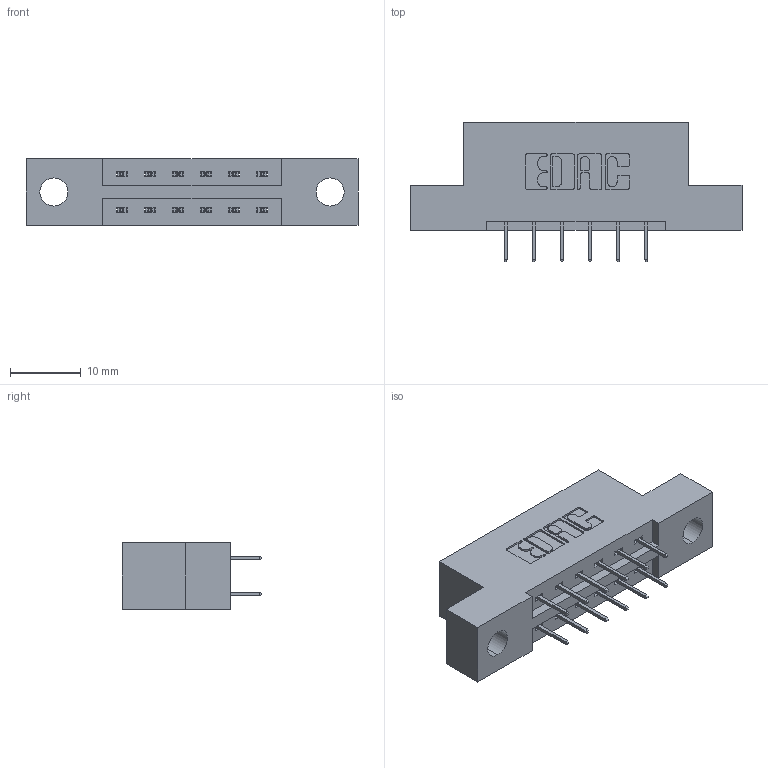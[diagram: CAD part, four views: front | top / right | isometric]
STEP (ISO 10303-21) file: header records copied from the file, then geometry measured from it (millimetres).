
FILE_DESCRIPTION (( 'STEP AP203' ), '1' );
FILE_NAME ('337-012-524-204.STEP', '2019-10-08T11:02:49', ( '' ), ( '' ), 'SwSTEP 2.0', 'SolidWorks 2016', '' );
FILE_SCHEMA (( 'CONFIG_CONTROL_DESIGN' ));
Length unit declared in the file: inch
Products named in the file (3): 337-012-524-204; 345-292-001_345-293-124; 337 Part_Flush Mounting Lugs - 0.156 Dia-TH
Assembly tree (13 placements, depth 2):
  337-012-524-204
    337 Part_Flush Mounting Lugs - 0.156 Dia-TH
    345-292-001_345-293-124  x12
Bounding box: 46.79 x 19.69 x 9.4 mm (x, y, z)
Volume: 4345.6 mm3; surface area: 4304.1 mm2
Topology: 13 solids, 13 shells, 810 faces, 2291 edges, 1478 vertices
Faces by surface type: plane 598, cylinder 212
Entity records: 9385 total; most frequent: CARTESIAN_POINT 1610, ORIENTED_EDGE 1546, DIRECTION 1437, EDGE_CURVE 773, LINE 649, VECTOR 649, VERTEX_POINT 510, AXIS2_PLACEMENT_3D 394
